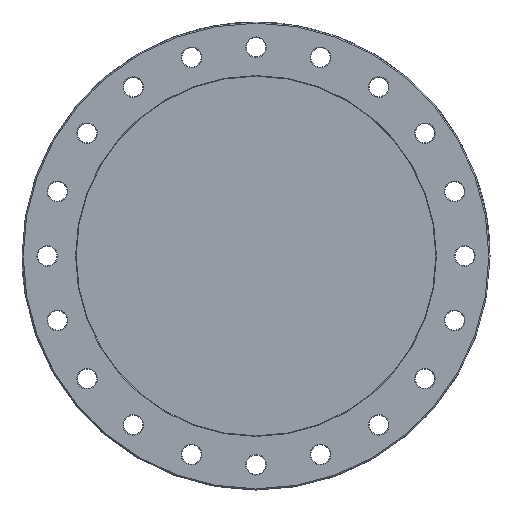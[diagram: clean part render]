
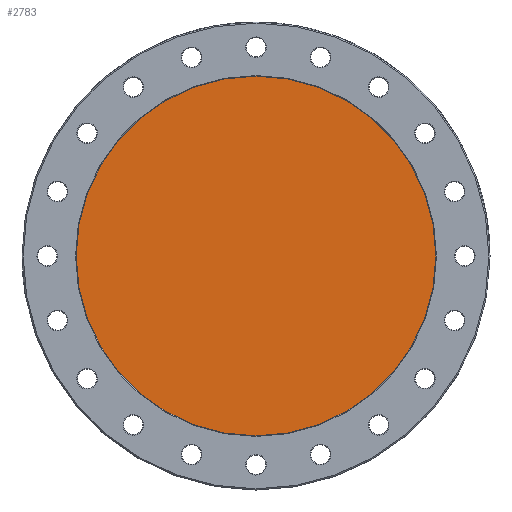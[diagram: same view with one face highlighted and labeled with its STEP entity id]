
A CAD part, front view. The second image highlights one B-rep face of the part: STEP entity #2783.
In plain terms, the highlighted planar face has unit normal (0, -1, 0).
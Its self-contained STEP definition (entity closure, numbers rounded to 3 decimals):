
#470=PLANE('',#3116);
#760=FACE_OUTER_BOUND('',#1050,.T.);
#1050=EDGE_LOOP('',(#2562));
#1210=CIRCLE('',#3114,85.2);
#1482=VERTEX_POINT('',#16604);
#1843=EDGE_CURVE('',#1482,#1482,#1210,.T.);
#2562=ORIENTED_EDGE('',*,*,#1843,.F.);
#2783=ADVANCED_FACE('',(#760),#470,.T.);
#3114=AXIS2_PLACEMENT_3D('',#16605,#3779,#3780);
#3116=AXIS2_PLACEMENT_3D('',#16608,#3783,#3784);
#3779=DIRECTION('center_axis',(0.,1.,0.));
#3780=DIRECTION('ref_axis',(1.,0.,0.));
#3783=DIRECTION('center_axis',(0.,-1.,0.));
#3784=DIRECTION('ref_axis',(0.,0.,-1.));
#16604=CARTESIAN_POINT('',(-85.2,0.,0.));
#16605=CARTESIAN_POINT('Origin',(0.,0.,0.));
#16608=CARTESIAN_POINT('Origin',(-85.7,0.,0.));
